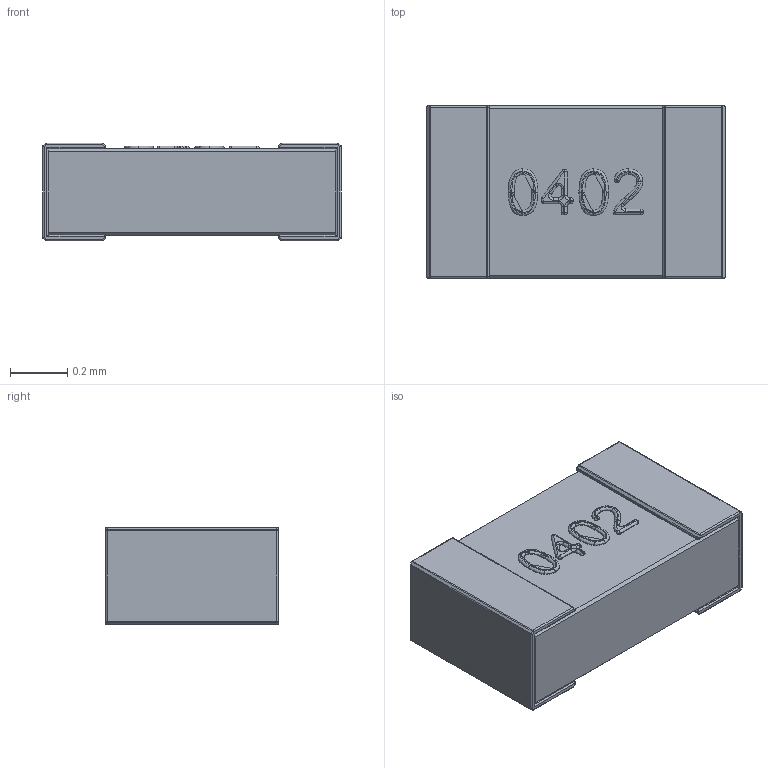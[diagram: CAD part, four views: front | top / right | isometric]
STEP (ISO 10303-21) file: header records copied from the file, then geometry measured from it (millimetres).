
FILE_DESCRIPTION(('FreeCAD Model'),'2;1');
FILE_NAME('Fusion.step','2016-07-08T11:56:38',('Author'),(''), 'Open CASCADE STEP processor 6.8','FreeCAD','Unknown');
FILE_SCHEMA(('AUTOMOTIVE_DESIGN_CC2 { 1 2 10303 214 -1 1 5 4 }'));
Products named in the file (1): Fusion
Bounding box: 1.04 x 0.6 x 0.34 mm (x, y, z)
Volume: 0.2 mm3; surface area: 2.4 mm2
Topology: 1 solids, 1 shells, 301 faces, 689 edges, 360 vertices
Faces by surface type: cylinder 106, plane 75, bspline 58, sphere 53, torus 9
Entity records: 41177 total; most frequent: CARTESIAN_POINT 27522, DIRECTION 1656, ORIENTED_EDGE 1304, PCURVE 1304, DEFINITIONAL_REPRESENTATION 1304, B_SPLINE_CURVE_WITH_KNOTS 993, LINE 694, VECTOR 694
